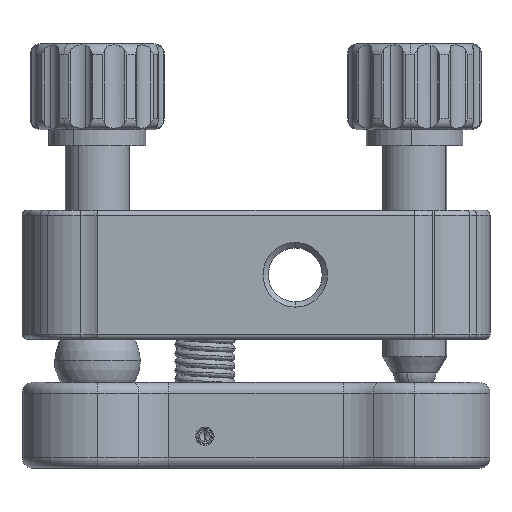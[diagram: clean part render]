
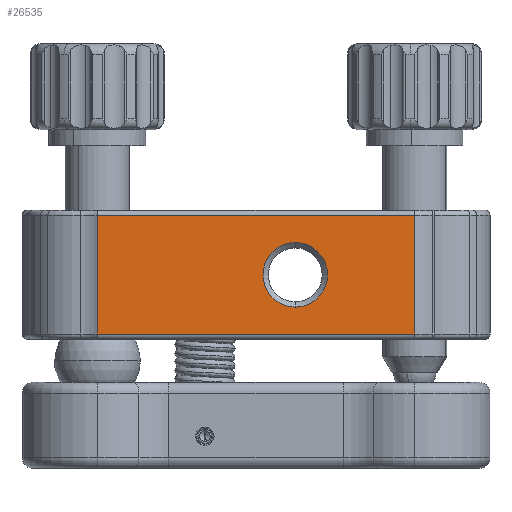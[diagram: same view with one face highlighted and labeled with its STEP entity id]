
A CAD part, front view. The second image highlights one B-rep face of the part: STEP entity #26535.
In plain terms, the highlighted planar face has unit normal (0, -1, 0).
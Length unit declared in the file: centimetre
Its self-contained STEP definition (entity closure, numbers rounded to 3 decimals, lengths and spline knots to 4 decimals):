
#763 = DIRECTION ( 'NONE',  ( 0., 0., 1. ) ) ;
#1031 = EDGE_CURVE ( 'NONE', #13793, #16919, #15404, .T. ) ;
#1889 = CARTESIAN_POINT ( 'NONE',  ( 3., -0.7, 0.55 ) ) ;
#1907 = CIRCLE ( 'NONE', #8844, 0.3 ) ;
#1923 = ORIENTED_EDGE ( 'NONE', *, *, #12032, .T. ) ;
#2161 = CARTESIAN_POINT ( 'NONE',  ( 3., -0.7, -0.6 ) ) ;
#2742 = ORIENTED_EDGE ( 'NONE', *, *, #1031, .F. ) ;
#3209 = AXIS2_PLACEMENT_3D ( 'NONE', #20048, #26473, #9389 ) ;
#4285 = CIRCLE ( 'NONE', #3209, 0.3 ) ;
#4336 = CARTESIAN_POINT ( 'NONE',  ( 0., -0.7, 0.55 ) ) ;
#4545 = ORIENTED_EDGE ( 'NONE', *, *, #14311, .T. ) ;
#5624 = ORIENTED_EDGE ( 'NONE', *, *, #8361, .T. ) ;
#6018 = FACE_OUTER_BOUND ( 'NONE', #14025, .T. ) ;
#6794 = ORIENTED_EDGE ( 'NONE', *, *, #17472, .T. ) ;
#7105 = VERTEX_POINT ( 'NONE', #25681 ) ;
#7536 = VERTEX_POINT ( 'NONE', #4336 ) ;
#7663 = CARTESIAN_POINT ( 'NONE',  ( 2.95, -0.7, -0.55 ) ) ;
#8361 = EDGE_CURVE ( 'NONE', #13793, #7536, #12155, .T. ) ;
#8844 = AXIS2_PLACEMENT_3D ( 'NONE', #13271, #15205, #763 ) ;
#9023 = DIRECTION ( 'NONE',  ( 0., 0., -1. ) ) ;
#9349 = AXIS2_PLACEMENT_3D ( 'NONE', #2161, #10392, #18975 ) ;
#9389 = DIRECTION ( 'NONE',  ( 0., 0., 1. ) ) ;
#9404 = DIRECTION ( 'NONE',  ( 1., 0., 0. ) ) ;
#9965 = CARTESIAN_POINT ( 'NONE',  ( 2.95, -0.7, 0.55 ) ) ;
#10392 = DIRECTION ( 'NONE',  ( 0., 1., 0. ) ) ;
#10867 = VECTOR ( 'NONE', #20781, 100. ) ;
#10927 = FACE_BOUND ( 'NONE', #14496, .T. ) ;
#11026 = CARTESIAN_POINT ( 'NONE',  ( 2.95, -0.7, 0.6 ) ) ;
#11247 = CARTESIAN_POINT ( 'NONE',  ( 0., -0.7, -0.6 ) ) ;
#12032 = EDGE_CURVE ( 'NONE', #20211, #26423, #4285, .T. ) ;
#12117 = CARTESIAN_POINT ( 'NONE',  ( 1.84, -0.7, 0.3 ) ) ;
#12155 = LINE ( 'NONE', #1889, #10867 ) ;
#13271 = CARTESIAN_POINT ( 'NONE',  ( 1.84, -0.7, 0. ) ) ;
#13793 = VERTEX_POINT ( 'NONE', #9965 ) ;
#14025 = EDGE_LOOP ( 'NONE', ( #2742, #5624, #17543, #6794 ) ) ;
#14311 = EDGE_CURVE ( 'NONE', #26423, #20211, #1907, .T. ) ;
#14496 = EDGE_LOOP ( 'NONE', ( #1923, #4545 ) ) ;
#15194 = VECTOR ( 'NONE', #9404, 100. ) ;
#15205 = DIRECTION ( 'NONE',  ( 0., 1., 0. ) ) ;
#15404 = LINE ( 'NONE', #11026, #15726 ) ;
#15726 = VECTOR ( 'NONE', #9023, 100. ) ;
#16020 = VECTOR ( 'NONE', #25868, 100. ) ;
#16919 = VERTEX_POINT ( 'NONE', #22588 ) ;
#17472 = EDGE_CURVE ( 'NONE', #7105, #16919, #17825, .T. ) ;
#17543 = ORIENTED_EDGE ( 'NONE', *, *, #21924, .F. ) ;
#17825 = LINE ( 'NONE', #7663, #15194 ) ;
#18975 = DIRECTION ( 'NONE',  ( 0., 0., 1. ) ) ;
#20048 = CARTESIAN_POINT ( 'NONE',  ( 1.84, -0.7, 0. ) ) ;
#20211 = VERTEX_POINT ( 'NONE', #23492 ) ;
#20781 = DIRECTION ( 'NONE',  ( -1., 0., 0. ) ) ;
#21924 = EDGE_CURVE ( 'NONE', #7105, #7536, #23890, .T. ) ;
#22588 = CARTESIAN_POINT ( 'NONE',  ( 2.95, -0.7, -0.55 ) ) ;
#22910 = PLANE ( 'NONE',  #9349 ) ;
#23492 = CARTESIAN_POINT ( 'NONE',  ( 1.84, -0.7, -0.3 ) ) ;
#23890 = LINE ( 'NONE', #11247, #16020 ) ;
#25681 = CARTESIAN_POINT ( 'NONE',  ( 0., -0.7, -0.55 ) ) ;
#25868 = DIRECTION ( 'NONE',  ( 0., 0., 1. ) ) ;
#26423 = VERTEX_POINT ( 'NONE', #12117 ) ;
#26473 = DIRECTION ( 'NONE',  ( 0., 1., 0. ) ) ;
#26535 = ADVANCED_FACE ( 'NONE', ( #10927, #6018 ), #22910, .F. ) ;
